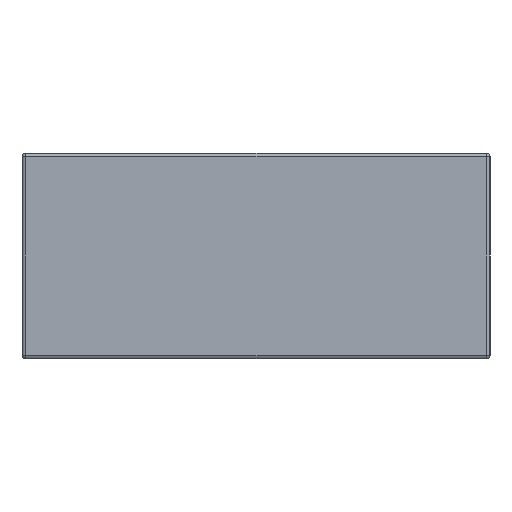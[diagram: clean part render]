
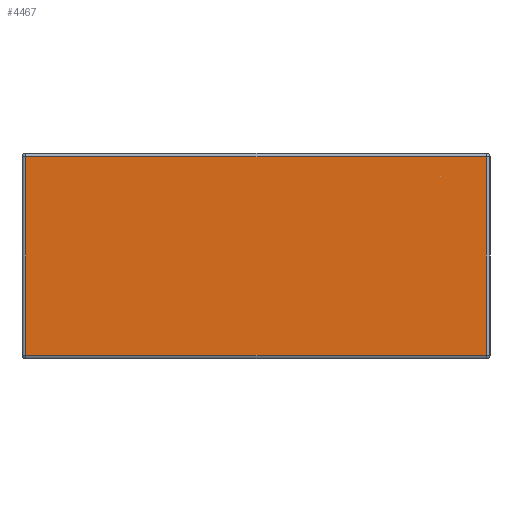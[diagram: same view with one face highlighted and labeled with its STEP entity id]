
A CAD part, left-side view. The second image highlights one B-rep face of the part: STEP entity #4467.
In plain terms, the highlighted planar face has unit normal (-1, 0, 0).
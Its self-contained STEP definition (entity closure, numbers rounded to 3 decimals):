
#13 = VECTOR ( 'NONE', #9087, 1000. ) ;
#79 = ORIENTED_EDGE ( 'NONE', *, *, #419, .T. ) ;
#261 = PLANE ( 'NONE',  #3688 ) ;
#419 = EDGE_CURVE ( 'NONE', #9275, #6672, #9498, .T. ) ;
#433 = DIRECTION ( 'NONE',  ( 0., 0., -1. ) ) ;
#462 = LINE ( 'NONE', #7341, #13 ) ;
#666 = VECTOR ( 'NONE', #2076, 1000. ) ;
#1304 = EDGE_CURVE ( 'NONE', #4637, #9275, #462, .T. ) ;
#1930 = VECTOR ( 'NONE', #7213, 1000. ) ;
#2049 = CARTESIAN_POINT ( 'NONE',  ( -1., 0.625, 0.01 ) ) ;
#2076 = DIRECTION ( 'NONE',  ( 0., 0., 1. ) ) ;
#2507 = EDGE_LOOP ( 'NONE', ( #79, #3208, #8970, #4835 ) ) ;
#2797 = VERTEX_POINT ( 'NONE', #7880 ) ;
#2925 = VECTOR ( 'NONE', #9445, 1000. ) ;
#3208 = ORIENTED_EDGE ( 'NONE', *, *, #8319, .T. ) ;
#3612 = CARTESIAN_POINT ( 'NONE',  ( -1., 0.615, 0.55 ) ) ;
#3688 = AXIS2_PLACEMENT_3D ( 'NONE', #4079, #5623, #433 ) ;
#4079 = CARTESIAN_POINT ( 'NONE',  ( -1., 0.625, 0.55 ) ) ;
#4185 = CARTESIAN_POINT ( 'NONE',  ( -1., -0.615, 0.54 ) ) ;
#4467 = ADVANCED_FACE ( 'NONE', ( #7920 ), #261, .F. ) ;
#4637 = VERTEX_POINT ( 'NONE', #4185 ) ;
#4835 = ORIENTED_EDGE ( 'NONE', *, *, #1304, .T. ) ;
#4993 = CARTESIAN_POINT ( 'NONE',  ( -1., 0.615, 0.54 ) ) ;
#5552 = CARTESIAN_POINT ( 'NONE',  ( -1., -0.615, 0.55 ) ) ;
#5563 = CARTESIAN_POINT ( 'NONE',  ( -1., 0.615, 0.01 ) ) ;
#5623 = DIRECTION ( 'NONE',  ( 1., 0., 0. ) ) ;
#6672 = VERTEX_POINT ( 'NONE', #5563 ) ;
#7213 = DIRECTION ( 'NONE',  ( 0., -1., 0. ) ) ;
#7274 = EDGE_CURVE ( 'NONE', #2797, #4637, #8134, .T. ) ;
#7341 = CARTESIAN_POINT ( 'NONE',  ( -1., 0.625, 0.54 ) ) ;
#7880 = CARTESIAN_POINT ( 'NONE',  ( -1., -0.615, 0.01 ) ) ;
#7920 = FACE_OUTER_BOUND ( 'NONE', #2507, .T. ) ;
#8134 = LINE ( 'NONE', #5552, #666 ) ;
#8319 = EDGE_CURVE ( 'NONE', #6672, #2797, #9737, .T. ) ;
#8970 = ORIENTED_EDGE ( 'NONE', *, *, #7274, .T. ) ;
#9087 = DIRECTION ( 'NONE',  ( 0., 1., 0. ) ) ;
#9275 = VERTEX_POINT ( 'NONE', #4993 ) ;
#9445 = DIRECTION ( 'NONE',  ( 0., 0., -1. ) ) ;
#9498 = LINE ( 'NONE', #3612, #2925 ) ;
#9737 = LINE ( 'NONE', #2049, #1930 ) ;
